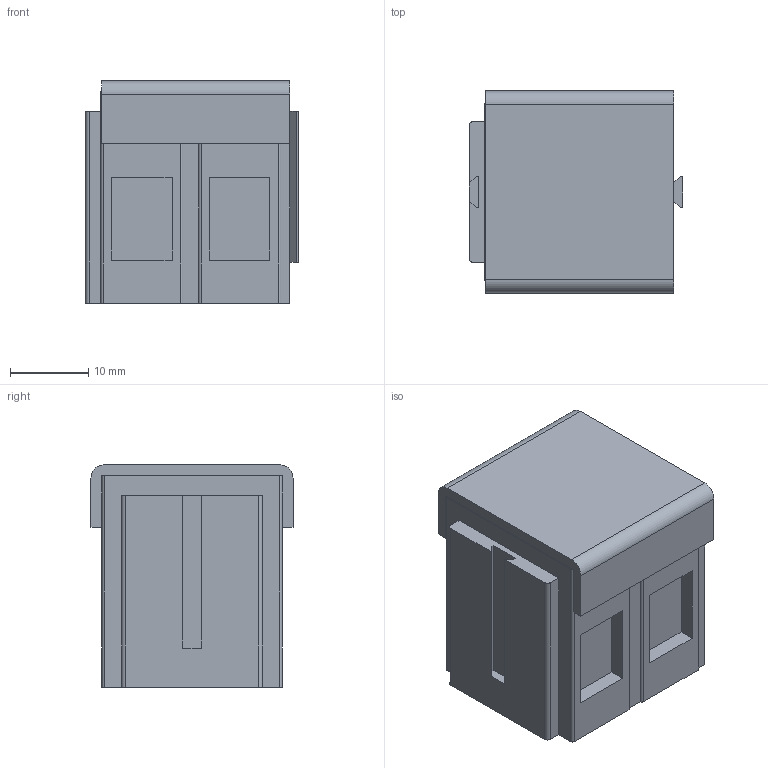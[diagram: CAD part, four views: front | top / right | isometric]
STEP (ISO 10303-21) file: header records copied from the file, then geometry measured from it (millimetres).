
FILE_DESCRIPTION((''),'2;1');
FILE_NAME('UFJ1-10_3','2024-02-21T',('dell'),(''),'PRO/ENGINEER BY PARAMETRIC TECHNOLOGY CORPORATION, 2013230','PRO/ENGINEER BY PARAMETRIC TECHNOLOGY CORPORATION, 2013230','');
FILE_SCHEMA(('AUTOMOTIVE_DESIGN { 1 0 10303 214 1 1 1 1 }'));
Length unit declared in the file: millimetre
Products named in the file (1): UFJ1-10_3
Bounding box: 27.3 x 25.8 x 28.4 mm (x, y, z)
Volume: 15659.4 mm3; surface area: 5627.1 mm2
Topology: 1 solids, 5 shells, 103 faces, 248 edges, 162 vertices
Faces by surface type: plane 79, cylinder 24
Entity records: 3030 total; most frequent: CARTESIAN_POINT 515, DIRECTION 504, ORIENTED_EDGE 496, EDGE_CURVE 248, VECTOR 198, LINE 198, VERTEX_POINT 162, AXIS2_PLACEMENT_3D 153
